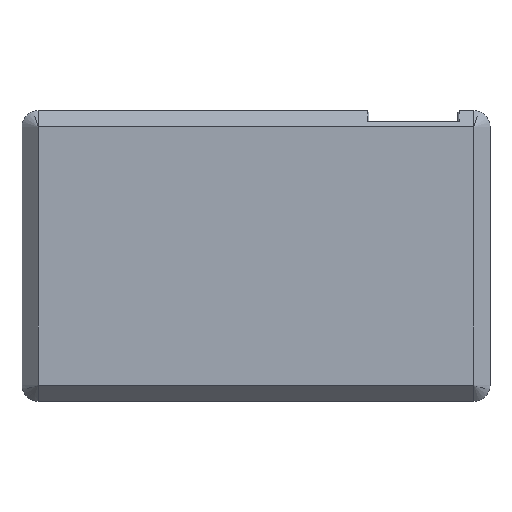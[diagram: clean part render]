
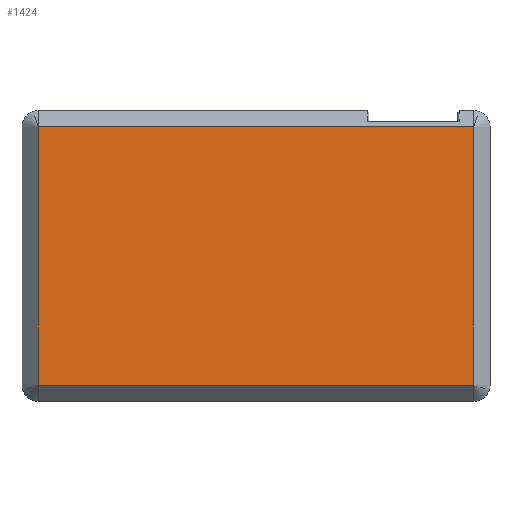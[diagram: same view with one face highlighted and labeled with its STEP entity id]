
A CAD part, top view. The second image highlights one B-rep face of the part: STEP entity #1424.
In plain terms, the highlighted planar face has unit normal (0, 0, 1).
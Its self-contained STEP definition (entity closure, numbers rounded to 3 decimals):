
#64 = PLANE ( 'NONE',  #1078 ) ;
#86 = VERTEX_POINT ( 'NONE', #498 ) ;
#178 = DIRECTION ( 'NONE',  ( 0., 1., 0. ) ) ;
#211 = VERTEX_POINT ( 'NONE', #541 ) ;
#255 = DIRECTION ( 'NONE',  ( 0., -1., 0. ) ) ;
#270 = LINE ( 'NONE', #826, #1337 ) ;
#286 = VECTOR ( 'NONE', #1700, 1000. ) ;
#308 = LINE ( 'NONE', #584, #1489 ) ;
#358 = LINE ( 'NONE', #493, #1465 ) ;
#368 = DIRECTION ( 'NONE',  ( 0., 0., -1. ) ) ;
#420 = CARTESIAN_POINT ( 'NONE',  ( 0., -16., 6. ) ) ;
#450 = CARTESIAN_POINT ( 'NONE',  ( 27., 16., 6. ) ) ;
#488 = EDGE_CURVE ( 'NONE', #86, #211, #823, .T. ) ;
#493 = CARTESIAN_POINT ( 'NONE',  ( 0., 16., 6. ) ) ;
#498 = CARTESIAN_POINT ( 'NONE',  ( -27., -16., 6. ) ) ;
#528 = VERTEX_POINT ( 'NONE', #450 ) ;
#541 = CARTESIAN_POINT ( 'NONE',  ( 27., -16., 6. ) ) ;
#570 = ORIENTED_EDGE ( 'NONE', *, *, #1887, .T. ) ;
#584 = CARTESIAN_POINT ( 'NONE',  ( 27., 0., 6. ) ) ;
#672 = EDGE_CURVE ( 'NONE', #211, #528, #308, .T. ) ;
#763 = ORIENTED_EDGE ( 'NONE', *, *, #1631, .T. ) ;
#823 = LINE ( 'NONE', #420, #286 ) ;
#826 = CARTESIAN_POINT ( 'NONE',  ( -27., 0., 6. ) ) ;
#951 = DIRECTION ( 'NONE',  ( -1., 0., 0. ) ) ;
#1043 = VERTEX_POINT ( 'NONE', #1313 ) ;
#1072 = EDGE_LOOP ( 'NONE', ( #763, #1164, #1207, #570 ) ) ;
#1078 = AXIS2_PLACEMENT_3D ( 'NONE', #1669, #368, #951 ) ;
#1164 = ORIENTED_EDGE ( 'NONE', *, *, #488, .T. ) ;
#1207 = ORIENTED_EDGE ( 'NONE', *, *, #672, .T. ) ;
#1313 = CARTESIAN_POINT ( 'NONE',  ( -27., 16., 6. ) ) ;
#1337 = VECTOR ( 'NONE', #255, 1000. ) ;
#1424 = ADVANCED_FACE ( 'NONE', ( #1517 ), #64, .F. ) ;
#1465 = VECTOR ( 'NONE', #1646, 1000. ) ;
#1489 = VECTOR ( 'NONE', #178, 1000. ) ;
#1517 = FACE_OUTER_BOUND ( 'NONE', #1072, .T. ) ;
#1631 = EDGE_CURVE ( 'NONE', #1043, #86, #270, .T. ) ;
#1646 = DIRECTION ( 'NONE',  ( -1., 0., 0. ) ) ;
#1669 = CARTESIAN_POINT ( 'NONE',  ( 0., 0., 6. ) ) ;
#1700 = DIRECTION ( 'NONE',  ( 1., 0., 0. ) ) ;
#1887 = EDGE_CURVE ( 'NONE', #528, #1043, #358, .T. ) ;
